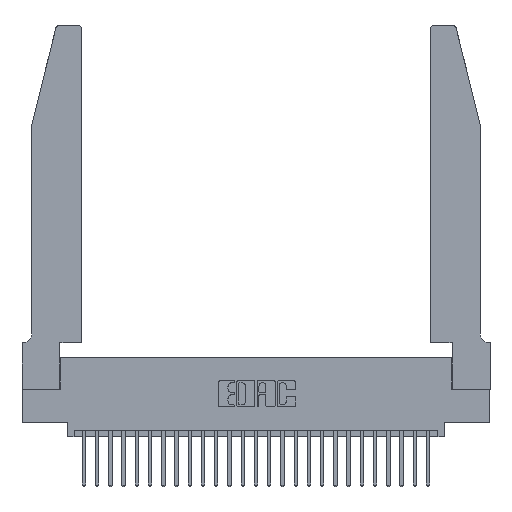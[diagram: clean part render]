
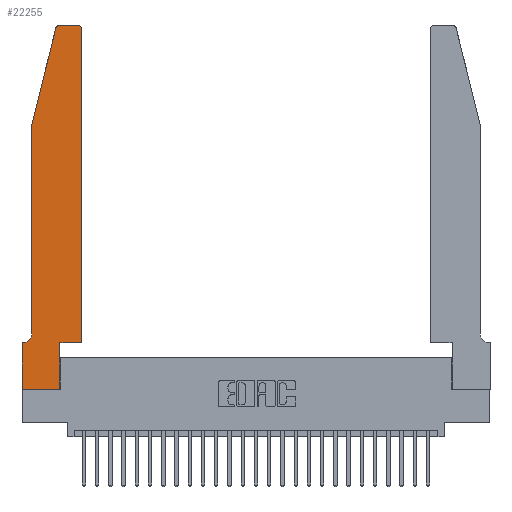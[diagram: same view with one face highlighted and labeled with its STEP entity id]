
A CAD part, top view. The second image highlights one B-rep face of the part: STEP entity #22255.
In plain terms, the highlighted planar face has unit normal (0, 0, 1).
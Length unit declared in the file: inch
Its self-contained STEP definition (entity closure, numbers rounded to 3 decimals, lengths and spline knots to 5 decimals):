
#429 = CARTESIAN_POINT ( 'NONE',  ( 0.2865, 0.35, 0.37 ) ) ;
#528 = VERTEX_POINT ( 'NONE', #16336 ) ;
#787 = VERTEX_POINT ( 'NONE', #26723 ) ;
#1279 = EDGE_CURVE ( 'NONE', #18313, #10800, #3780, .T. ) ;
#1347 = EDGE_CURVE ( 'NONE', #10141, #27436, #3428, .T. ) ;
#2093 = DIRECTION ( 'NONE',  ( 0., 0., -1. ) ) ;
#2367 = EDGE_CURVE ( 'NONE', #528, #18313, #9221, .T. ) ;
#2555 = ORIENTED_EDGE ( 'NONE', *, *, #24160, .T. ) ;
#2729 = VECTOR ( 'NONE', #6728, 39.37008 ) ;
#3317 = DIRECTION ( 'NONE',  ( 0., -1., 0. ) ) ;
#3319 = LINE ( 'NONE', #14805, #12498 ) ;
#3428 = LINE ( 'NONE', #19806, #2729 ) ;
#3599 = DIRECTION ( 'NONE',  ( 1., 0., 0. ) ) ;
#3728 = CIRCLE ( 'NONE', #19469, 0.07 ) ;
#3780 = LINE ( 'NONE', #15550, #27899 ) ;
#3789 = VERTEX_POINT ( 'NONE', #27538 ) ;
#4599 = ORIENTED_EDGE ( 'NONE', *, *, #14436, .T. ) ;
#4795 = ORIENTED_EDGE ( 'NONE', *, *, #9306, .T. ) ;
#5125 = CARTESIAN_POINT ( 'NONE',  ( 0.0755, 0.35, 0.37 ) ) ;
#5220 = DIRECTION ( 'NONE',  ( -1., 0., 0. ) ) ;
#5428 = LINE ( 'NONE', #21134, #27873 ) ;
#5486 = CARTESIAN_POINT ( 'NONE',  ( 0.0755, 2., 0.37 ) ) ;
#5516 = DIRECTION ( 'NONE',  ( -1., 0., 0. ) ) ;
#5659 = DIRECTION ( 'NONE',  ( 0., 0., 1. ) ) ;
#6131 = CARTESIAN_POINT ( 'NONE',  ( 0.4205, 2.72, 0.37 ) ) ;
#6728 = DIRECTION ( 'NONE',  ( 1., 0., 0. ) ) ;
#7689 = VERTEX_POINT ( 'NONE', #16566 ) ;
#7795 = LINE ( 'NONE', #25866, #12935 ) ;
#7903 = AXIS2_PLACEMENT_3D ( 'NONE', #6131, #19395, #21387 ) ;
#7909 = ORIENTED_EDGE ( 'NONE', *, *, #25848, .T. ) ;
#8473 = CARTESIAN_POINT ( 'NONE',  ( 0., 0.35, 0.37 ) ) ;
#8542 = LINE ( 'NONE', #5125, #11273 ) ;
#8721 = ORIENTED_EDGE ( 'NONE', *, *, #19142, .T. ) ;
#8895 = FACE_OUTER_BOUND ( 'NONE', #17826, .T. ) ;
#9221 = CIRCLE ( 'NONE', #20694, 0.03 ) ;
#9306 = EDGE_CURVE ( 'NONE', #21713, #18890, #5428, .T. ) ;
#10141 = VERTEX_POINT ( 'NONE', #11318 ) ;
#10322 = VERTEX_POINT ( 'NONE', #23362 ) ;
#10800 = VERTEX_POINT ( 'NONE', #17460 ) ;
#11273 = VECTOR ( 'NONE', #5220, 39.37008 ) ;
#11318 = CARTESIAN_POINT ( 'NONE',  ( 0., 0., 0.37 ) ) ;
#11788 = ORIENTED_EDGE ( 'NONE', *, *, #1279, .T. ) ;
#11822 = CARTESIAN_POINT ( 'NONE',  ( 0.4505, 0.35, 0.37 ) ) ;
#12205 = DIRECTION ( 'NONE',  ( 0., 1., 0. ) ) ;
#12288 = VERTEX_POINT ( 'NONE', #18217 ) ;
#12498 = VECTOR ( 'NONE', #23512, 39.37008 ) ;
#12739 = VECTOR ( 'NONE', #13560, 39.37008 ) ;
#12935 = VECTOR ( 'NONE', #23798, 39.37008 ) ;
#13183 = EDGE_CURVE ( 'NONE', #27436, #787, #26611, .T. ) ;
#13560 = DIRECTION ( 'NONE',  ( 0., 1., 0. ) ) ;
#14436 = EDGE_CURVE ( 'NONE', #10322, #528, #20790, .T. ) ;
#14497 = ORIENTED_EDGE ( 'NONE', *, *, #2367, .T. ) ;
#14714 = EDGE_CURVE ( 'NONE', #10800, #3789, #21474, .T. ) ;
#14744 = ORIENTED_EDGE ( 'NONE', *, *, #13183, .T. ) ;
#14805 = CARTESIAN_POINT ( 'NONE',  ( 0., 0., 0.37 ) ) ;
#15081 = DIRECTION ( 'NONE',  ( 1., 0., 0. ) ) ;
#15550 = CARTESIAN_POINT ( 'NONE',  ( 0.0755, 2., 0.37 ) ) ;
#15588 = ORIENTED_EDGE ( 'NONE', *, *, #1347, .T. ) ;
#15688 = CARTESIAN_POINT ( 'NONE',  ( 0.4505, 2.72, 0.37 ) ) ;
#15700 = VECTOR ( 'NONE', #3317, 39.37008 ) ;
#16336 = CARTESIAN_POINT ( 'NONE',  ( 0.284, 2.75, 0.37 ) ) ;
#16566 = CARTESIAN_POINT ( 'NONE',  ( 0.0055, 0.35, 0.37 ) ) ;
#16992 = DIRECTION ( 'NONE',  ( -1., 0., 0. ) ) ;
#17460 = CARTESIAN_POINT ( 'NONE',  ( 0.0755, 2., 0.37 ) ) ;
#17762 = CIRCLE ( 'NONE', #7903, 0.03 ) ;
#17826 = EDGE_LOOP ( 'NONE', ( #4599, #14497, #11788, #27224, #2555, #18746, #7909, #15588, #14744, #19333, #4795, #8721 ) ) ;
#18217 = CARTESIAN_POINT ( 'NONE',  ( 0., 0.35, 0.37 ) ) ;
#18313 = VERTEX_POINT ( 'NONE', #21117 ) ;
#18746 = ORIENTED_EDGE ( 'NONE', *, *, #22430, .T. ) ;
#18890 = VERTEX_POINT ( 'NONE', #15688 ) ;
#19142 = EDGE_CURVE ( 'NONE', #18890, #10322, #17762, .T. ) ;
#19333 = ORIENTED_EDGE ( 'NONE', *, *, #19969, .T. ) ;
#19395 = DIRECTION ( 'NONE',  ( 0., 0., 1. ) ) ;
#19469 = AXIS2_PLACEMENT_3D ( 'NONE', #21333, #2093, #16992 ) ;
#19622 = DIRECTION ( 'NONE',  ( -0.239, -0.971, 0. ) ) ;
#19806 = CARTESIAN_POINT ( 'NONE',  ( 0., 0., 0.37 ) ) ;
#19969 = EDGE_CURVE ( 'NONE', #787, #21713, #7795, .T. ) ;
#20374 = CARTESIAN_POINT ( 'NONE',  ( 0.2865, 0., 0.37 ) ) ;
#20694 = AXIS2_PLACEMENT_3D ( 'NONE', #24130, #5659, #3599 ) ;
#20790 = LINE ( 'NONE', #24900, #21489 ) ;
#21117 = CARTESIAN_POINT ( 'NONE',  ( 0.25487, 2.72718, 0.37 ) ) ;
#21134 = CARTESIAN_POINT ( 'NONE',  ( 0.4505, 0.35, 0.37 ) ) ;
#21333 = CARTESIAN_POINT ( 'NONE',  ( 0.0055, 0.42, 0.37 ) ) ;
#21387 = DIRECTION ( 'NONE',  ( 1., 0., 0. ) ) ;
#21474 = LINE ( 'NONE', #5486, #15700 ) ;
#21489 = VECTOR ( 'NONE', #5516, 39.37008 ) ;
#21713 = VERTEX_POINT ( 'NONE', #11822 ) ;
#22143 = AXIS2_PLACEMENT_3D ( 'NONE', #8473, #28035, #15081 ) ;
#22255 = ADVANCED_FACE ( 'NONE', ( #8895 ), #28118, .T. ) ;
#22430 = EDGE_CURVE ( 'NONE', #7689, #12288, #8542, .T. ) ;
#23362 = CARTESIAN_POINT ( 'NONE',  ( 0.4205, 2.75, 0.37 ) ) ;
#23512 = DIRECTION ( 'NONE',  ( 0., -1., 0. ) ) ;
#23798 = DIRECTION ( 'NONE',  ( 1., 0., 0. ) ) ;
#24130 = CARTESIAN_POINT ( 'NONE',  ( 0.284, 2.72, 0.37 ) ) ;
#24160 = EDGE_CURVE ( 'NONE', #3789, #7689, #3728, .T. ) ;
#24900 = CARTESIAN_POINT ( 'NONE',  ( 0.2605, 2.75, 0.37 ) ) ;
#25848 = EDGE_CURVE ( 'NONE', #12288, #10141, #3319, .T. ) ;
#25866 = CARTESIAN_POINT ( 'NONE',  ( 0.4505, 0.35, 0.37 ) ) ;
#26611 = LINE ( 'NONE', #429, #12739 ) ;
#26723 = CARTESIAN_POINT ( 'NONE',  ( 0.2865, 0.35, 0.37 ) ) ;
#27224 = ORIENTED_EDGE ( 'NONE', *, *, #14714, .T. ) ;
#27436 = VERTEX_POINT ( 'NONE', #20374 ) ;
#27538 = CARTESIAN_POINT ( 'NONE',  ( 0.0755, 0.42, 0.37 ) ) ;
#27873 = VECTOR ( 'NONE', #12205, 39.37008 ) ;
#27899 = VECTOR ( 'NONE', #19622, 39.37008 ) ;
#28035 = DIRECTION ( 'NONE',  ( 0., 0., 1. ) ) ;
#28118 = PLANE ( 'NONE',  #22143 ) ;
